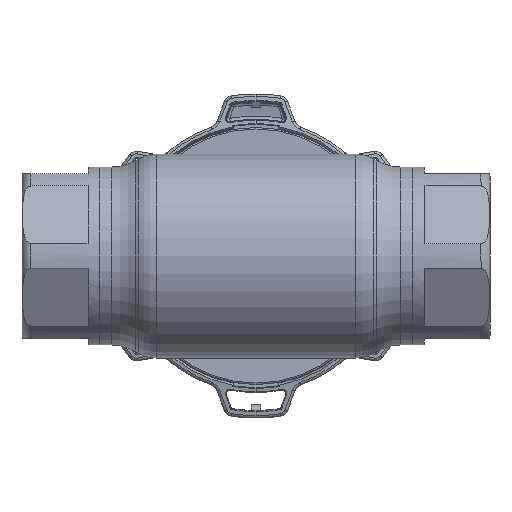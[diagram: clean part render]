
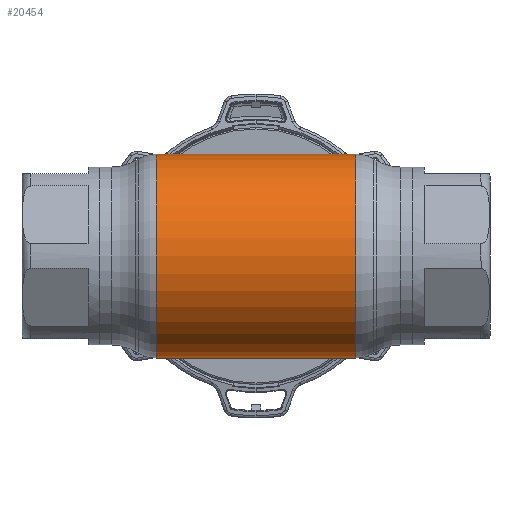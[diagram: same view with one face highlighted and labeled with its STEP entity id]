
A CAD part, front view. The second image highlights one B-rep face of the part: STEP entity #20454.
In plain terms, the highlighted cylindrical face has radius 34 mm (diameter 68 mm), a partial arc.
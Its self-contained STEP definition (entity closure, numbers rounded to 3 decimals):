
#1082 = VECTOR ( 'NONE', #25828, 1000. ) ;
#1333 = ORIENTED_EDGE ( 'NONE', *, *, #29319, .T. ) ;
#2511 = DIRECTION ( 'NONE',  ( 0., 0., 1. ) ) ;
#4895 = ORIENTED_EDGE ( 'NONE', *, *, #7781, .F. ) ;
#4994 = LINE ( 'NONE', #30633, #1082 ) ;
#5156 = EDGE_LOOP ( 'NONE', ( #30900, #20434, #1333, #4895 ) ) ;
#5579 = FACE_OUTER_BOUND ( 'NONE', #5156, .T. ) ;
#5851 = EDGE_CURVE ( 'NONE', #11261, #11157, #7912, .T. ) ;
#6369 = AXIS2_PLACEMENT_3D ( 'NONE', #20431, #30824, #28265 ) ;
#7781 = EDGE_CURVE ( 'NONE', #15403, #9223, #32523, .T. ) ;
#7912 = CIRCLE ( 'NONE', #19334, 34. ) ;
#8798 = CARTESIAN_POINT ( 'NONE',  ( -33.177, 0., 34. ) ) ;
#9223 = VERTEX_POINT ( 'NONE', #8798 ) ;
#10557 = CYLINDRICAL_SURFACE ( 'NONE', #25900, 34. ) ;
#11013 = CARTESIAN_POINT ( 'NONE',  ( -62.69, 0., -34. ) ) ;
#11157 = VERTEX_POINT ( 'NONE', #14858 ) ;
#11261 = VERTEX_POINT ( 'NONE', #13481 ) ;
#11356 = LINE ( 'NONE', #11013, #33844 ) ;
#12834 = DIRECTION ( 'NONE',  ( -1., 0., 0. ) ) ;
#13481 = CARTESIAN_POINT ( 'NONE',  ( 33.177, 0., -34. ) ) ;
#13767 = DIRECTION ( 'NONE',  ( -1., 0., 0. ) ) ;
#14858 = CARTESIAN_POINT ( 'NONE',  ( 33.177, 0., 34. ) ) ;
#15403 = VERTEX_POINT ( 'NONE', #19392 ) ;
#19334 = AXIS2_PLACEMENT_3D ( 'NONE', #28870, #12834, #2511 ) ;
#19392 = CARTESIAN_POINT ( 'NONE',  ( -33.177, 0., -34. ) ) ;
#20431 = CARTESIAN_POINT ( 'NONE',  ( -33.177, 0., 0. ) ) ;
#20434 = ORIENTED_EDGE ( 'NONE', *, *, #5851, .T. ) ;
#20454 = ADVANCED_FACE ( 'NONE', ( #5579 ), #10557, .T. ) ;
#23986 = DIRECTION ( 'NONE',  ( -1., 0., 0. ) ) ;
#25828 = DIRECTION ( 'NONE',  ( -1., 0., 0. ) ) ;
#25900 = AXIS2_PLACEMENT_3D ( 'NONE', #26223, #23986, #31854 ) ;
#26223 = CARTESIAN_POINT ( 'NONE',  ( -62.69, 0., 0. ) ) ;
#27292 = EDGE_CURVE ( 'NONE', #11261, #15403, #11356, .T. ) ;
#28265 = DIRECTION ( 'NONE',  ( 0., 0., 1. ) ) ;
#28870 = CARTESIAN_POINT ( 'NONE',  ( 33.177, 0., 0. ) ) ;
#29319 = EDGE_CURVE ( 'NONE', #11157, #9223, #4994, .T. ) ;
#30633 = CARTESIAN_POINT ( 'NONE',  ( -62.69, 0., 34. ) ) ;
#30824 = DIRECTION ( 'NONE',  ( -1., 0., 0. ) ) ;
#30900 = ORIENTED_EDGE ( 'NONE', *, *, #27292, .F. ) ;
#31854 = DIRECTION ( 'NONE',  ( 0., 0., 1. ) ) ;
#32523 = CIRCLE ( 'NONE', #6369, 34. ) ;
#33844 = VECTOR ( 'NONE', #13767, 1000. ) ;
